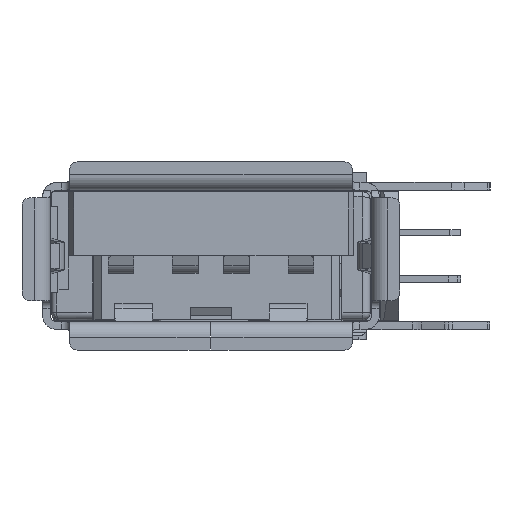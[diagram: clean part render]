
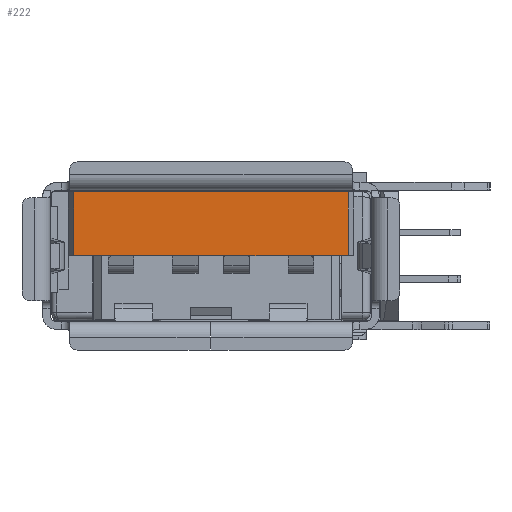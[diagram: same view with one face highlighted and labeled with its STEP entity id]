
A CAD part, left-side view. The second image highlights one B-rep face of the part: STEP entity #222.
In plain terms, the highlighted planar face has unit normal (-1, 0, 0).
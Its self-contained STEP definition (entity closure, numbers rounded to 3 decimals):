
#222=ADVANCED_FACE('',(#2285),#2286,.F.);
#2285=FACE_OUTER_BOUND('',#6077,.T.);
#2286=PLANE('',#6078);
#6077=EDGE_LOOP('',(#12555,#12556,#12557,#12558));
#6078=AXIS2_PLACEMENT_3D('',#12559,#12560,#12561);
#12555=ORIENTED_EDGE('',*,*,#27552,.F.);
#12556=ORIENTED_EDGE('',*,*,#27553,.F.);
#12557=ORIENTED_EDGE('',*,*,#27554,.T.);
#12558=ORIENTED_EDGE('',*,*,#26217,.T.);
#12559=CARTESIAN_POINT('',(-10.203,2.9,-0.26));
#12560=DIRECTION('',(1.0,0.0,0.0));
#12561=DIRECTION('',(0.0,1.0,-0.0));
#26217=EDGE_CURVE('',#31896,#31949,#31951,.T.);
#27552=EDGE_CURVE('',#34517,#31949,#34518,.T.);
#27553=EDGE_CURVE('',#34519,#34517,#34520,.T.);
#27554=EDGE_CURVE('',#34519,#31896,#34521,.T.);
#31896=VERTEX_POINT('',#40971);
#31949=VERTEX_POINT('',#41051);
#31951=LINE('',#41054,#41055);
#34517=VERTEX_POINT('',#44913);
#34518=LINE('',#44914,#44915);
#34519=VERTEX_POINT('',#44916);
#34520=LINE('',#44917,#44918);
#34521=LINE('',#44919,#44920);
#40971=CARTESIAN_POINT('',(-10.203,-8.84,2.24));
#41051=CARTESIAN_POINT('',(-10.203,1.84,2.24));
#41054=CARTESIAN_POINT('',(-10.203,-8.84,2.24));
#41055=VECTOR('',#54387,10.681);
#44913=CARTESIAN_POINT('',(-10.203,1.84,-0.25));
#44914=CARTESIAN_POINT('',(-10.203,1.84,-0.25));
#44915=VECTOR('',#55940,2.49);
#44916=CARTESIAN_POINT('',(-10.203,-8.84,-0.25));
#44917=CARTESIAN_POINT('',(-10.203,-8.84,-0.25));
#44918=VECTOR('',#55941,10.681);
#44919=CARTESIAN_POINT('',(-10.203,-8.84,-0.25));
#44920=VECTOR('',#55942,2.49);
#54387=DIRECTION('',(0.0,1.0,0.0));
#55940=DIRECTION('',(0.0,0.0,1.0));
#55941=DIRECTION('',(0.0,1.0,0.0));
#55942=DIRECTION('',(0.0,0.0,1.0));
